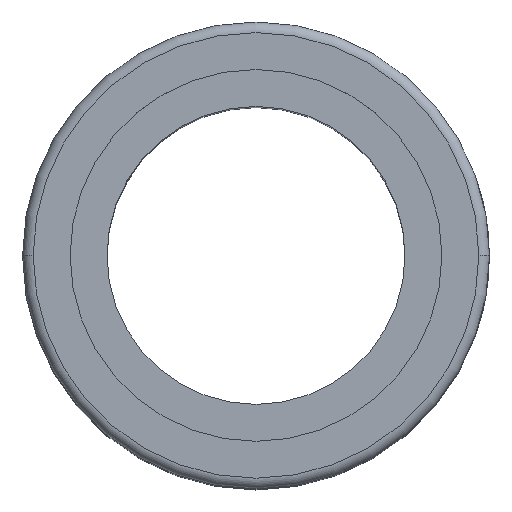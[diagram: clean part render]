
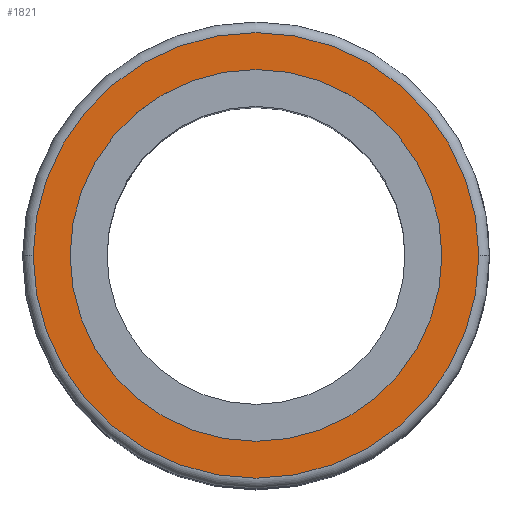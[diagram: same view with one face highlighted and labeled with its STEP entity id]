
A CAD part, top view. The second image highlights one B-rep face of the part: STEP entity #1821.
In plain terms, the highlighted planar face has unit normal (0, 0, 1).
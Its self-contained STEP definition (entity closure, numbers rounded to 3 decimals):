
#14 = AXIS2_PLACEMENT_3D ( 'NONE', #564, #566, #567 ) ;
#190 = EDGE_LOOP ( 'NONE', ( #261, #262 ) ) ;
#194 = EDGE_LOOP ( 'NONE', ( #265, #266 ) ) ;
#261 = ORIENTED_EDGE ( 'NONE', *, *, #375, .T. ) ;
#262 = ORIENTED_EDGE ( 'NONE', *, *, #333, .T. ) ;
#265 = ORIENTED_EDGE ( 'NONE', *, *, #305, .F. ) ;
#266 = ORIENTED_EDGE ( 'NONE', *, *, #388, .F. ) ;
#305 = EDGE_CURVE ( 'NONE', #466, #458, #1473, .T. ) ;
#333 = EDGE_CURVE ( 'NONE', #456, #452, #1514, .T. ) ;
#375 = EDGE_CURVE ( 'NONE', #452, #456, #1579, .T. ) ;
#388 = EDGE_CURVE ( 'NONE', #458, #466, #1597, .T. ) ;
#452 = VERTEX_POINT ( 'NONE', #844 ) ;
#456 = VERTEX_POINT ( 'NONE', #848 ) ;
#458 = VERTEX_POINT ( 'NONE', #850 ) ;
#466 = VERTEX_POINT ( 'NONE', #858 ) ;
#564 = CARTESIAN_POINT ( 'NONE',  ( 0., 0., 34. ) ) ;
#566 = DIRECTION ( 'NONE',  ( 0., 0., 1. ) ) ;
#567 = DIRECTION ( 'NONE',  ( 1., 0., 0. ) ) ;
#636 = CARTESIAN_POINT ( 'NONE',  ( 0., 0., 34. ) ) ;
#638 = DIRECTION ( 'NONE',  ( 0., 0., 1. ) ) ;
#639 = DIRECTION ( 'NONE',  ( 1., 0., 0. ) ) ;
#735 = CARTESIAN_POINT ( 'NONE',  ( 0., 0., 34. ) ) ;
#742 = DIRECTION ( 'NONE',  ( 0., 0., 1. ) ) ;
#743 = DIRECTION ( 'NONE',  ( 1., 0., 0. ) ) ;
#768 = CARTESIAN_POINT ( 'NONE',  ( 0., 0., 34. ) ) ;
#775 = DIRECTION ( 'NONE',  ( 0., 0., 1. ) ) ;
#776 = DIRECTION ( 'NONE',  ( 1., 0., 0. ) ) ;
#844 = CARTESIAN_POINT ( 'NONE',  ( 22.432, 0., 34. ) ) ;
#848 = CARTESIAN_POINT ( 'NONE',  ( -22.432, 0., 34. ) ) ;
#850 = CARTESIAN_POINT ( 'NONE',  ( -18.716, 0., 34. ) ) ;
#858 = CARTESIAN_POINT ( 'NONE',  ( 18.716, 0., 34. ) ) ;
#970 = CARTESIAN_POINT ( 'NONE',  ( 0., 18.716, 34. ) ) ;
#971 = PLANE ( 'NONE',  #1276 ) ;
#972 = DIRECTION ( 'NONE',  ( 0., 0., -1. ) ) ;
#973 = DIRECTION ( 'NONE',  ( -1., 0., 0. ) ) ;
#1213 = AXIS2_PLACEMENT_3D ( 'NONE', #636, #638, #639 ) ;
#1232 = AXIS2_PLACEMENT_3D ( 'NONE', #735, #742, #743 ) ;
#1239 = AXIS2_PLACEMENT_3D ( 'NONE', #768, #775, #776 ) ;
#1276 = AXIS2_PLACEMENT_3D ( 'NONE', #970, #972, #973 ) ;
#1473 = CIRCLE ( 'NONE', #14, 18.716 ) ;
#1514 = CIRCLE ( 'NONE', #1213, 22.432 ) ;
#1579 = CIRCLE ( 'NONE', #1232, 22.432 ) ;
#1597 = CIRCLE ( 'NONE', #1239, 18.716 ) ;
#1656 = FACE_BOUND ( 'NONE', #194, .T. ) ;
#1667 = FACE_OUTER_BOUND ( 'NONE', #190, .T. ) ;
#1821 = ADVANCED_FACE ( 'NONE', ( #1656, #1667 ), #971, .F. ) ;
